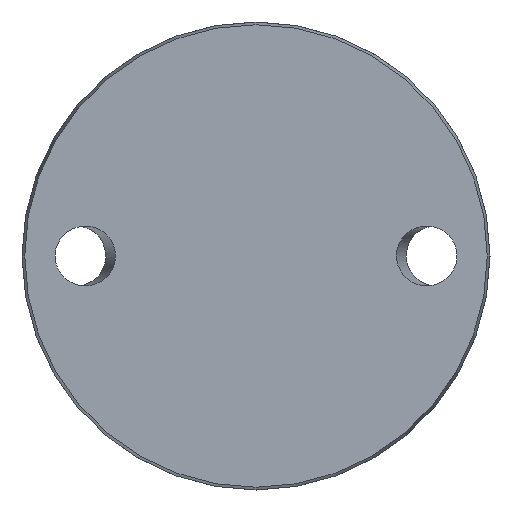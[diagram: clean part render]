
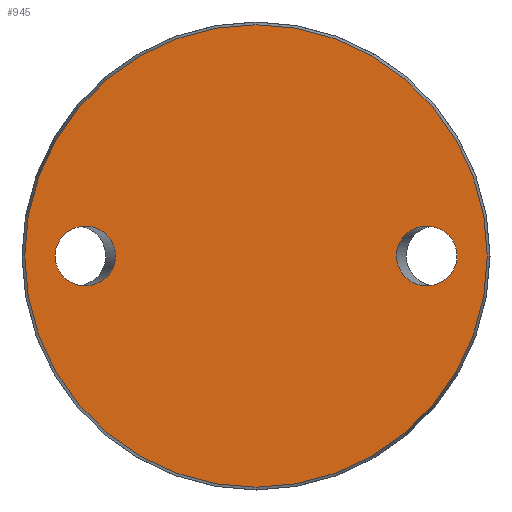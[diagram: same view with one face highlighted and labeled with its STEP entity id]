
A CAD part, front view. The second image highlights one B-rep face of the part: STEP entity #945.
In plain terms, the highlighted planar face has unit normal (0, -1, 0).
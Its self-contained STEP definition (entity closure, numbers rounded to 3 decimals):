
#3 = CARTESIAN_POINT ( 'NONE',  ( 42.087, 0., -12.5 ) ) ;
#20 = CARTESIAN_POINT ( 'NONE',  ( -48.425, 0., 0. ) ) ;
#39 = EDGE_CURVE ( 'NONE', #229, #229, #346, .T. ) ;
#41 = AXIS2_PLACEMENT_3D ( 'NONE', #657, #713, #514 ) ;
#53 = ORIENTED_EDGE ( 'NONE', *, *, #360, .T. ) ;
#101 = CARTESIAN_POINT ( 'NONE',  ( -29.413, 0., -12.5 ) ) ;
#113 = EDGE_LOOP ( 'NONE', ( #53 ) ) ;
#148 = CARTESIAN_POINT ( 'NONE',  ( 29.413, 0., 0. ) ) ;
#159 = VERTEX_POINT ( 'NONE', #667 ) ;
#174 = PLANE ( 'NONE',  #241 ) ;
#183 =( BOUNDED_CURVE ( )  B_SPLINE_CURVE ( 3, ( #896, #459, #597, #467, #101, #901, #247 ),
 .UNSPECIFIED., .T., .F. ) 
 B_SPLINE_CURVE_WITH_KNOTS ( ( 4, 3, 4 ),
 ( 0., 3.142, 6.283 ),
 .UNSPECIFIED. ) 
 CURVE ( )  GEOMETRIC_REPRESENTATION_ITEM ( )  RATIONAL_B_SPLINE_CURVE ( ( 1., 0.333, 0.333, 1., 0.333, 0.333, 1. ) ) 
 REPRESENTATION_ITEM ( '' )  );
#229 = VERTEX_POINT ( 'NONE', #746 ) ;
#241 = AXIS2_PLACEMENT_3D ( 'NONE', #20, #302, #611 ) ;
#247 = CARTESIAN_POINT ( 'NONE',  ( -42.087, 0., 0. ) ) ;
#286 = CARTESIAN_POINT ( 'NONE',  ( 29.413, 0., -12.5 ) ) ;
#302 = DIRECTION ( 'NONE',  ( 0., 1., 0. ) ) ;
#321 = ORIENTED_EDGE ( 'NONE', *, *, #39, .F. ) ;
#346 =( BOUNDED_CURVE ( )  B_SPLINE_CURVE ( 3, ( #800, #286, #3, #727, #941, #737, #148 ),
 .UNSPECIFIED., .T., .T. ) 
 B_SPLINE_CURVE_WITH_KNOTS ( ( 4, 3, 4 ),
 ( 0., 3.142, 6.283 ),
 .UNSPECIFIED. ) 
 CURVE ( )  GEOMETRIC_REPRESENTATION_ITEM ( )  RATIONAL_B_SPLINE_CURVE ( ( 1., 0.333, 0.333, 1., 0.333, 0.333, 1. ) ) 
 REPRESENTATION_ITEM ( '' )  );
#360 = EDGE_CURVE ( 'NONE', #159, #159, #183, .T. ) ;
#388 = FACE_BOUND ( 'NONE', #779, .T. ) ;
#419 = VERTEX_POINT ( 'NONE', #776 ) ;
#447 = FACE_BOUND ( 'NONE', #113, .T. ) ;
#459 = CARTESIAN_POINT ( 'NONE',  ( -42.087, 0., 12.5 ) ) ;
#467 = CARTESIAN_POINT ( 'NONE',  ( -29.413, 0., 0. ) ) ;
#499 = ORIENTED_EDGE ( 'NONE', *, *, #745, .T. ) ;
#514 = DIRECTION ( 'NONE',  ( 0., 0., -1. ) ) ;
#597 = CARTESIAN_POINT ( 'NONE',  ( -29.413, 0., 12.5 ) ) ;
#611 = DIRECTION ( 'NONE',  ( 0., 0., 1. ) ) ;
#657 = CARTESIAN_POINT ( 'NONE',  ( 0., 0., 0. ) ) ;
#667 = CARTESIAN_POINT ( 'NONE',  ( -42.087, 0., 0. ) ) ;
#668 = CIRCLE ( 'NONE', #41, 48.425 ) ;
#713 = DIRECTION ( 'NONE',  ( 0., -1., 0. ) ) ;
#727 = CARTESIAN_POINT ( 'NONE',  ( 42.087, 0., 0. ) ) ;
#737 = CARTESIAN_POINT ( 'NONE',  ( 29.413, 0., 12.5 ) ) ;
#745 = EDGE_CURVE ( 'NONE', #419, #419, #668, .T. ) ;
#746 = CARTESIAN_POINT ( 'NONE',  ( 29.413, 0., 0. ) ) ;
#776 = CARTESIAN_POINT ( 'NONE',  ( 0., 0., -48.425 ) ) ;
#779 = EDGE_LOOP ( 'NONE', ( #321 ) ) ;
#800 = CARTESIAN_POINT ( 'NONE',  ( 29.413, 0., 0. ) ) ;
#823 = FACE_OUTER_BOUND ( 'NONE', #850, .T. ) ;
#850 = EDGE_LOOP ( 'NONE', ( #499 ) ) ;
#896 = CARTESIAN_POINT ( 'NONE',  ( -42.087, 0., 0. ) ) ;
#901 = CARTESIAN_POINT ( 'NONE',  ( -42.087, 0., -12.5 ) ) ;
#941 = CARTESIAN_POINT ( 'NONE',  ( 42.087, 0., 12.5 ) ) ;
#945 = ADVANCED_FACE ( 'NONE', ( #447, #388, #823 ), #174, .F. ) ;
